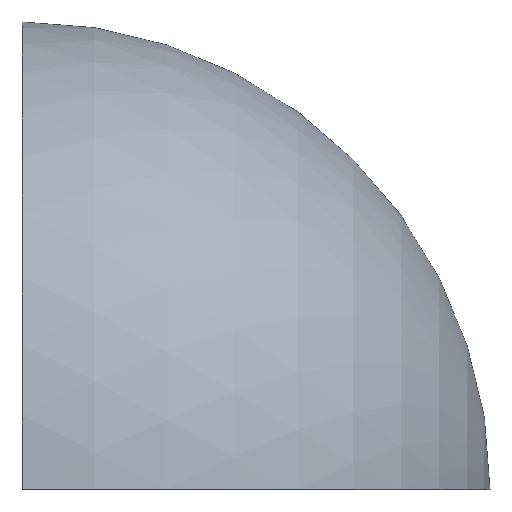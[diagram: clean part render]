
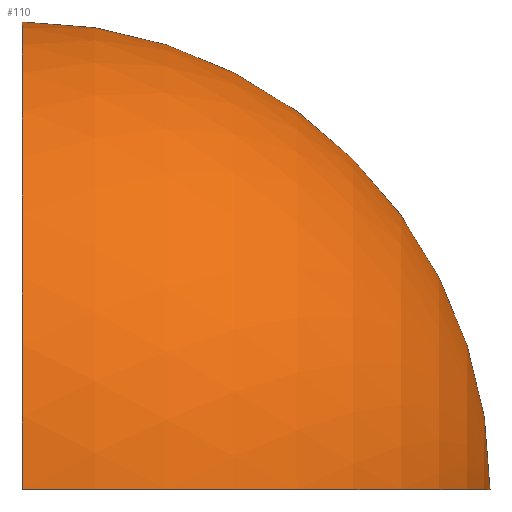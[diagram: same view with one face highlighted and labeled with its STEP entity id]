
A CAD part, top view. The second image highlights one B-rep face of the part: STEP entity #110.
In plain terms, the highlighted spherical face has radius 21.717 mm.
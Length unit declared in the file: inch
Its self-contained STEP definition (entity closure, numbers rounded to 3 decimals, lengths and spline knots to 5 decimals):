
#7 = EDGE_CURVE ( 'NONE', #113, #130, #120, .T. ) ;
#8 = VERTEX_POINT ( 'NONE', #39 ) ;
#10 = CIRCLE ( 'NONE', #134, 0.855 ) ;
#12 = CARTESIAN_POINT ( 'NONE',  ( 0., -0.855, 0. ) ) ;
#38 = DIRECTION ( 'NONE',  ( 0., 1., 0. ) ) ;
#39 = CARTESIAN_POINT ( 'NONE',  ( 0., -0.855, 0.855 ) ) ;
#45 = AXIS2_PLACEMENT_3D ( 'NONE', #101, #38, #86 ) ;
#53 = SPHERICAL_SURFACE ( 'NONE', #141, 0.855 ) ;
#54 = CARTESIAN_POINT ( 'NONE',  ( 0., -0.855, 0. ) ) ;
#79 = ORIENTED_EDGE ( 'NONE', *, *, #104, .T. ) ;
#81 = ORIENTED_EDGE ( 'NONE', *, *, #178, .F. ) ;
#84 = DIRECTION ( 'NONE',  ( 1., 0., 0. ) ) ;
#85 = DIRECTION ( 'NONE',  ( 0., 0., 1. ) ) ;
#86 = DIRECTION ( 'NONE',  ( 0., 0., 1. ) ) ;
#99 = DIRECTION ( 'NONE',  ( 0., 0., 1. ) ) ;
#101 = CARTESIAN_POINT ( 'NONE',  ( 0., -0.855, 0. ) ) ;
#104 = EDGE_CURVE ( 'NONE', #8, #113, #160, .T. ) ;
#110 = ADVANCED_FACE ( 'NONE', ( #133 ), #53, .T. ) ;
#113 = VERTEX_POINT ( 'NONE', #115 ) ;
#114 = EDGE_LOOP ( 'NONE', ( #79, #168, #81 ) ) ;
#115 = CARTESIAN_POINT ( 'NONE',  ( 0.855, -0.855, 0. ) ) ;
#119 = DIRECTION ( 'NONE',  ( -1., 0., 0. ) ) ;
#120 = CIRCLE ( 'NONE', #162, 0.855 ) ;
#129 = CARTESIAN_POINT ( 'NONE',  ( 0., 0., 0. ) ) ;
#130 = VERTEX_POINT ( 'NONE', #129 ) ;
#133 = FACE_OUTER_BOUND ( 'NONE', #114, .T. ) ;
#134 = AXIS2_PLACEMENT_3D ( 'NONE', #12, #119, #144 ) ;
#140 = CARTESIAN_POINT ( 'NONE',  ( 0., -0.855, 0. ) ) ;
#141 = AXIS2_PLACEMENT_3D ( 'NONE', #140, #84, #99 ) ;
#144 = DIRECTION ( 'NONE',  ( 0., 0., -1. ) ) ;
#160 = CIRCLE ( 'NONE', #45, 0.855 ) ;
#161 = DIRECTION ( 'NONE',  ( -1., 0., 0. ) ) ;
#162 = AXIS2_PLACEMENT_3D ( 'NONE', #54, #85, #161 ) ;
#168 = ORIENTED_EDGE ( 'NONE', *, *, #7, .T. ) ;
#178 = EDGE_CURVE ( 'NONE', #8, #130, #10, .T. ) ;
